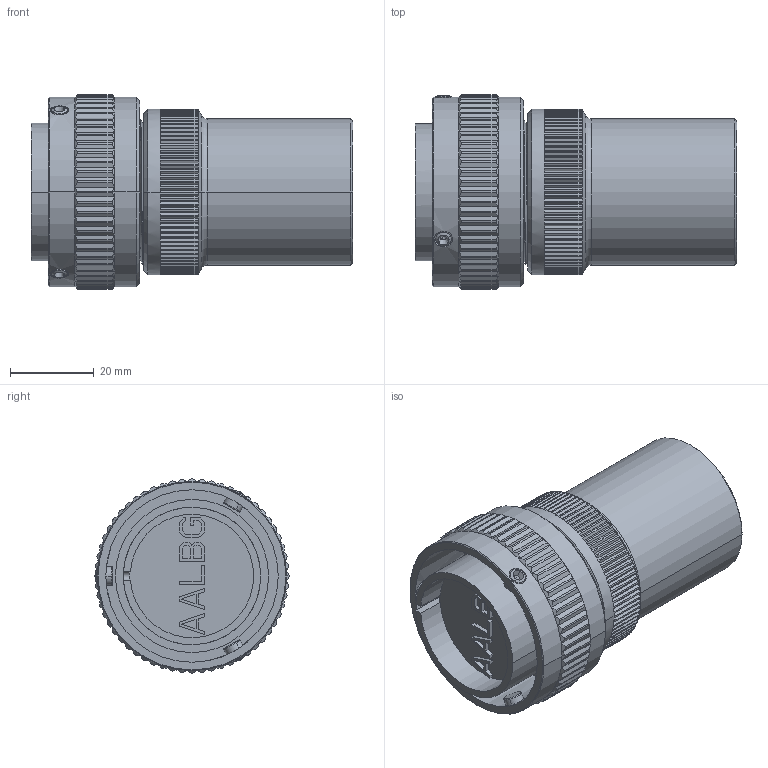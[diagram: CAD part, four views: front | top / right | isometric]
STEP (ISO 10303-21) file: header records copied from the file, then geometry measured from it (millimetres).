
FILE_DESCRIPTION((''),'2;1');
FILE_NAME('VG95234_3106-24_SW0001','2023-03-22T10:38:52',('paultorloting'),('NET AG system integration'),'CREO PARAMETRIC BY PTC INC, 2021404','CREO PARAMETRIC BY PTC INC, 2021404','');
FILE_SCHEMA(('AUTOMOTIVE_DESIGN { 1 0 10303 214 1 1 1 1 }'));
Length unit declared in the file: millimetre
Products named in the file (1): VG95234_3106-24_SW0001
Bounding box: 76.9 x 46.46 x 46.46 mm (x, y, z)
Volume: 77004.5 mm3; surface area: 19557.6 mm2
Topology: 1 solids, 1 shells, 910 faces, 2398 edges, 1516 vertices
Faces by surface type: plane 739, cylinder 106, cone 47, bspline 10, torus 8
Entity records: 37807 total; most frequent: CARTESIAN_POINT 10969, ORIENTED_EDGE 4784, DIRECTION 4424, EDGE_CURVE 2392, VECTOR 1581, LINE 1581, VERTEX_POINT 1516, AXIS2_PLACEMENT_3D 1420
